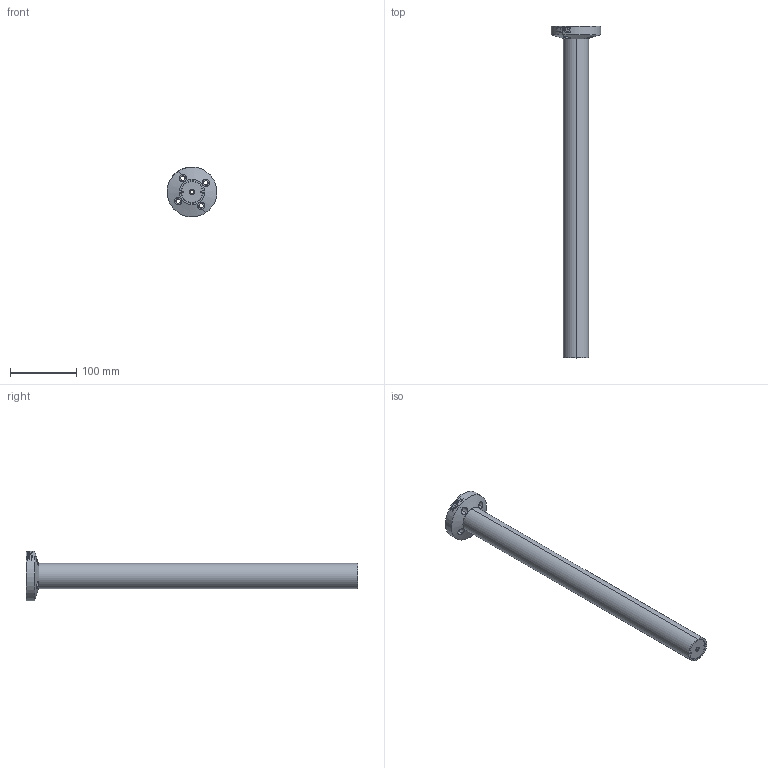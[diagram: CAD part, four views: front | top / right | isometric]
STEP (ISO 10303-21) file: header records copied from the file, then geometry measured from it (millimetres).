
FILE_DESCRIPTION (( 'STEP AP203' ), '1' );
FILE_NAME ('NPHR38-500.STEP', '2020-06-11T02:44:26', ( '' ), ( '' ), 'SwSTEP 2.0', 'SolidWorks 2016', '' );
FILE_SCHEMA (( 'CONFIG_CONTROL_DESIGN' ));
Length unit declared in the file: millimetre
Products named in the file (1): NPHR38-500
Bounding box: 74.89 x 500 x 74.89 mm (x, y, z)
Surface area: 71934.5 mm2 (no closed solid volume)
Topology: 0 solids, 13 shells, 63 faces, 422 edges, 370 vertices
Faces by surface type: cylinder 40, plane 14, cone 6, torus 2, bspline 1
Entity records: 4663 total; most frequent: CARTESIAN_POINT 1913, ORIENTED_EDGE 522, EDGE_CURVE 422, DIRECTION 392, VERTEX_POINT 370, B_SPLINE_CURVE_WITH_KNOTS 252, AXIS2_PLACEMENT_3D 159, CIRCLE 96
